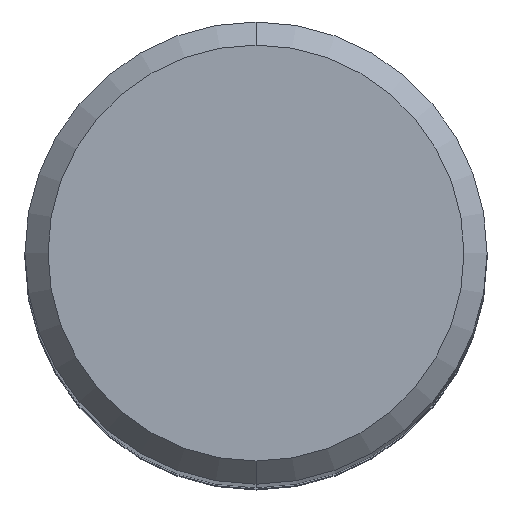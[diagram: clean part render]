
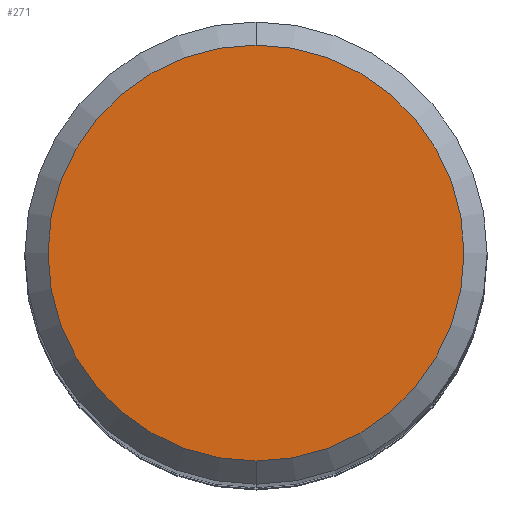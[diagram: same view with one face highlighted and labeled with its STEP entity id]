
A CAD part, top view. The second image highlights one B-rep face of the part: STEP entity #271.
In plain terms, the highlighted planar face has unit normal (0, 0, 1).
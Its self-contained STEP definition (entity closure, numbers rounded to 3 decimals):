
#189=EDGE_CURVE('',#405,#299,#506,.T.);
#205=EDGE_CURVE('',#299,#405,#523,.T.);
#271=ADVANCED_FACE('',(#599),#600,.T.);
#299=VERTEX_POINT('',#631);
#405=VERTEX_POINT('',#750);
#506=CIRCLE('',#849,5.4);
#523=CIRCLE('',#905,5.4);
#599=FACE_OUTER_BOUND('',#1028,.T.);
#600=PLANE('',#1029);
#631=CARTESIAN_POINT('',(0.0,5.4,0.0));
#750=CARTESIAN_POINT('',(0.,-5.4,0.0));
#849=AXIS2_PLACEMENT_3D('',#1564,#1565,#1566);
#905=AXIS2_PLACEMENT_3D('',#1577,#1578,#1579);
#1028=EDGE_LOOP('',(#1686,#1687));
#1029=AXIS2_PLACEMENT_3D('',#1688,#1689,#1690);
#1564=CARTESIAN_POINT('',(0.0,0.0,0.0));
#1565=DIRECTION('',(0.0,0.0,-1.0));
#1566=DIRECTION('',(0.0,1.0,0.0));
#1577=CARTESIAN_POINT('',(0.0,0.0,0.0));
#1578=DIRECTION('',(0.0,0.0,-1.0));
#1579=DIRECTION('',(0.0,1.0,0.0));
#1686=ORIENTED_EDGE('',*,*,#205,.F.);
#1687=ORIENTED_EDGE('',*,*,#189,.F.);
#1688=CARTESIAN_POINT('',(0.0,2.7,0.0));
#1689=DIRECTION('',(-0.0,0.0,1.0));
#1690=DIRECTION('',(0.0,-1.0,0.0));
